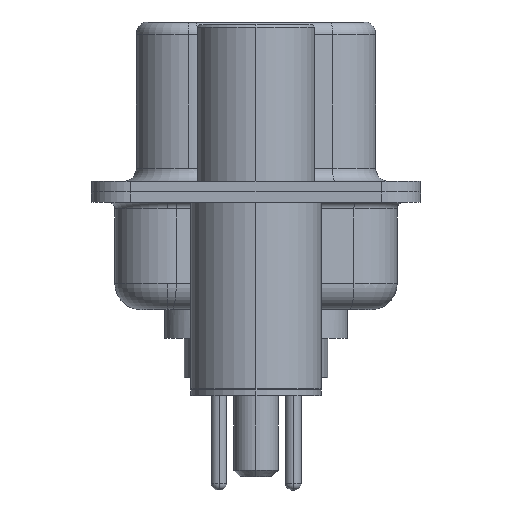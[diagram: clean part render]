
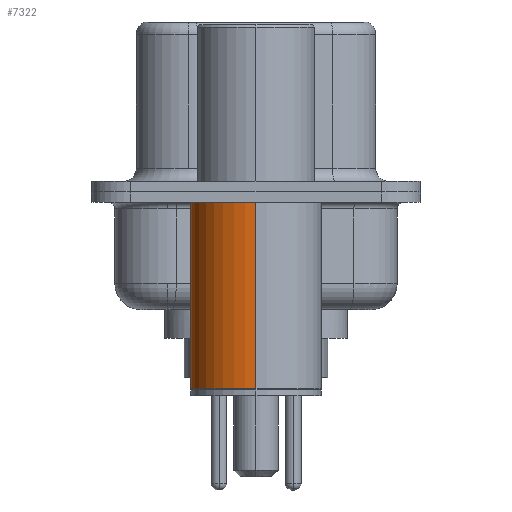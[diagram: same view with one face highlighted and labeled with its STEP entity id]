
A CAD part, left-side view. The second image highlights one B-rep face of the part: STEP entity #7322.
In plain terms, the highlighted cylindrical face has radius 2.5 mm (diameter 5 mm), a partial arc.
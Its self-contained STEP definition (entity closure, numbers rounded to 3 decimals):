
#328 = EDGE_CURVE ( 'NONE', #11463, #1809, #14998, .T. ) ;
#410 = AXIS2_PLACEMENT_3D ( 'NONE', #4172, #17276, #6048 ) ;
#1185 = CARTESIAN_POINT ( 'NONE',  ( 0., 0., 0.581 ) ) ;
#1809 = VERTEX_POINT ( 'NONE', #9701 ) ;
#2968 = DIRECTION ( 'NONE',  ( 1., 0., 0. ) ) ;
#4154 = CARTESIAN_POINT ( 'NONE',  ( 2.5, 0., -7.525 ) ) ;
#4172 = CARTESIAN_POINT ( 'NONE',  ( 0., 0., -7.525 ) ) ;
#4906 = ORIENTED_EDGE ( 'NONE', *, *, #5306, .F. ) ;
#5306 = EDGE_CURVE ( 'NONE', #6114, #1809, #13423, .T. ) ;
#5629 = EDGE_LOOP ( 'NONE', ( #15360, #11594, #4906, #6532 ) ) ;
#6048 = DIRECTION ( 'NONE',  ( 1., 0., 0. ) ) ;
#6114 = VERTEX_POINT ( 'NONE', #7515 ) ;
#6251 = CYLINDRICAL_SURFACE ( 'NONE', #20832, 2.5 ) ;
#6532 = ORIENTED_EDGE ( 'NONE', *, *, #9155, .F. ) ;
#7322 = ADVANCED_FACE ( 'NONE', ( #21150 ), #6251, .T. ) ;
#7515 = CARTESIAN_POINT ( 'NONE',  ( 2.5, 0., -0.4 ) ) ;
#7872 = AXIS2_PLACEMENT_3D ( 'NONE', #8313, #21306, #10239 ) ;
#8313 = CARTESIAN_POINT ( 'NONE',  ( 0., 0., -0.4 ) ) ;
#8867 = VERTEX_POINT ( 'NONE', #4154 ) ;
#9155 = EDGE_CURVE ( 'NONE', #8867, #6114, #17319, .T. ) ;
#9701 = CARTESIAN_POINT ( 'NONE',  ( -2.5, 0., -0.4 ) ) ;
#10239 = DIRECTION ( 'NONE',  ( 1., 0., 0. ) ) ;
#10872 = DIRECTION ( 'NONE',  ( 0., 0., 1. ) ) ;
#11463 = VERTEX_POINT ( 'NONE', #17563 ) ;
#11594 = ORIENTED_EDGE ( 'NONE', *, *, #328, .T. ) ;
#12458 = VECTOR ( 'NONE', #21844, 1000. ) ;
#13423 = CIRCLE ( 'NONE', #7872, 2.5 ) ;
#14998 = LINE ( 'NONE', #17164, #15553 ) ;
#15360 = ORIENTED_EDGE ( 'NONE', *, *, #20803, .T. ) ;
#15553 = VECTOR ( 'NONE', #10872, 1000. ) ;
#15646 = CIRCLE ( 'NONE', #410, 2.5 ) ;
#16096 = DIRECTION ( 'NONE',  ( 0., 0., 1. ) ) ;
#17164 = CARTESIAN_POINT ( 'NONE',  ( -2.5, 0., 0.581 ) ) ;
#17276 = DIRECTION ( 'NONE',  ( 0., 0., 1. ) ) ;
#17319 = LINE ( 'NONE', #18140, #12458 ) ;
#17563 = CARTESIAN_POINT ( 'NONE',  ( -2.5, 0., -7.525 ) ) ;
#18140 = CARTESIAN_POINT ( 'NONE',  ( 2.5, 0., 0.581 ) ) ;
#20803 = EDGE_CURVE ( 'NONE', #8867, #11463, #15646, .T. ) ;
#20832 = AXIS2_PLACEMENT_3D ( 'NONE', #1185, #16096, #2968 ) ;
#21150 = FACE_OUTER_BOUND ( 'NONE', #5629, .T. ) ;
#21306 = DIRECTION ( 'NONE',  ( 0., 0., 1. ) ) ;
#21844 = DIRECTION ( 'NONE',  ( 0., 0., 1. ) ) ;
